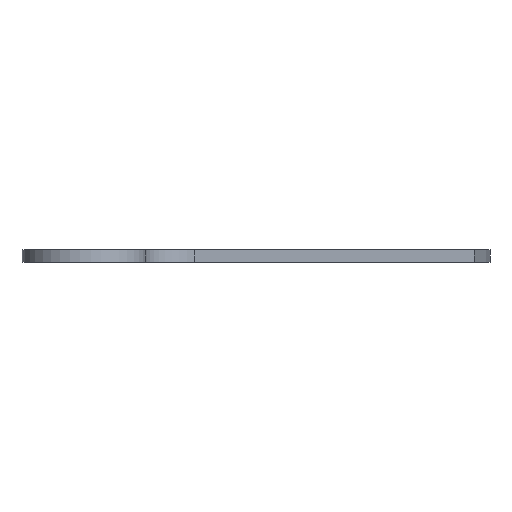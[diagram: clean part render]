
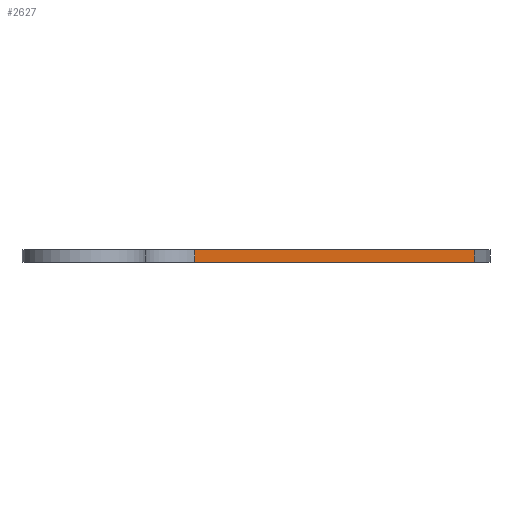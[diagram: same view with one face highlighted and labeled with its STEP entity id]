
A CAD part, front view. The second image highlights one B-rep face of the part: STEP entity #2627.
In plain terms, the highlighted planar face has unit normal (0, -1, 0).
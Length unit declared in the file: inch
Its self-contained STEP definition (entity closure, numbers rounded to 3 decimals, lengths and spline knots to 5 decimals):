
#155 = LINE ( 'NONE', #2268, #1571 ) ;
#245 = VECTOR ( 'NONE', #2536, 39.37008 ) ;
#302 = CARTESIAN_POINT ( 'NONE',  ( 1.30687, -2.125, 0.25 ) ) ;
#339 = VERTEX_POINT ( 'NONE', #302 ) ;
#426 = DIRECTION ( 'NONE',  ( 1., 0., 0. ) ) ;
#545 = VERTEX_POINT ( 'NONE', #1509 ) ;
#935 = DIRECTION ( 'NONE',  ( 0., -1., 0. ) ) ;
#1173 = CARTESIAN_POINT ( 'NONE',  ( 6.95382, -2.125, 0.25 ) ) ;
#1355 = ORIENTED_EDGE ( 'NONE', *, *, #1444, .T. ) ;
#1422 = LINE ( 'NONE', #1173, #1810 ) ;
#1444 = EDGE_CURVE ( 'NONE', #545, #339, #1685, .T. ) ;
#1460 = CARTESIAN_POINT ( 'NONE',  ( 1.30687, -2.125, 0.25 ) ) ;
#1509 = CARTESIAN_POINT ( 'NONE',  ( 6.95382, -2.125, 0.25 ) ) ;
#1538 = VERTEX_POINT ( 'NONE', #2277 ) ;
#1571 = VECTOR ( 'NONE', #3336, 39.37008 ) ;
#1685 = LINE ( 'NONE', #2241, #1752 ) ;
#1723 = LINE ( 'NONE', #1460, #245 ) ;
#1752 = VECTOR ( 'NONE', #2769, 39.37008 ) ;
#1769 = CARTESIAN_POINT ( 'NONE',  ( 6.95382, -2.125, 0. ) ) ;
#1810 = VECTOR ( 'NONE', #3333, 39.37008 ) ;
#1904 = ORIENTED_EDGE ( 'NONE', *, *, #2263, .F. ) ;
#1935 = ORIENTED_EDGE ( 'NONE', *, *, #2249, .T. ) ;
#2085 = ORIENTED_EDGE ( 'NONE', *, *, #2565, .F. ) ;
#2224 = VERTEX_POINT ( 'NONE', #1769 ) ;
#2241 = CARTESIAN_POINT ( 'NONE',  ( 0., -2.125, 0.25 ) ) ;
#2242 = PLANE ( 'NONE',  #2474 ) ;
#2249 = EDGE_CURVE ( 'NONE', #339, #1538, #1723, .T. ) ;
#2262 = FACE_OUTER_BOUND ( 'NONE', #3218, .T. ) ;
#2263 = EDGE_CURVE ( 'NONE', #2224, #1538, #155, .T. ) ;
#2268 = CARTESIAN_POINT ( 'NONE',  ( 0., -2.125, 0. ) ) ;
#2277 = CARTESIAN_POINT ( 'NONE',  ( 1.30687, -2.125, 0. ) ) ;
#2474 = AXIS2_PLACEMENT_3D ( 'NONE', #3318, #935, #426 ) ;
#2536 = DIRECTION ( 'NONE',  ( 0., 0., -1. ) ) ;
#2565 = EDGE_CURVE ( 'NONE', #545, #2224, #1422, .T. ) ;
#2627 = ADVANCED_FACE ( 'NONE', ( #2262 ), #2242, .T. ) ;
#2769 = DIRECTION ( 'NONE',  ( -1., 0., 0. ) ) ;
#3218 = EDGE_LOOP ( 'NONE', ( #1904, #2085, #1355, #1935 ) ) ;
#3318 = CARTESIAN_POINT ( 'NONE',  ( 0., -2.125, 0.25 ) ) ;
#3333 = DIRECTION ( 'NONE',  ( 0., 0., -1. ) ) ;
#3336 = DIRECTION ( 'NONE',  ( -1., 0., 0. ) ) ;
